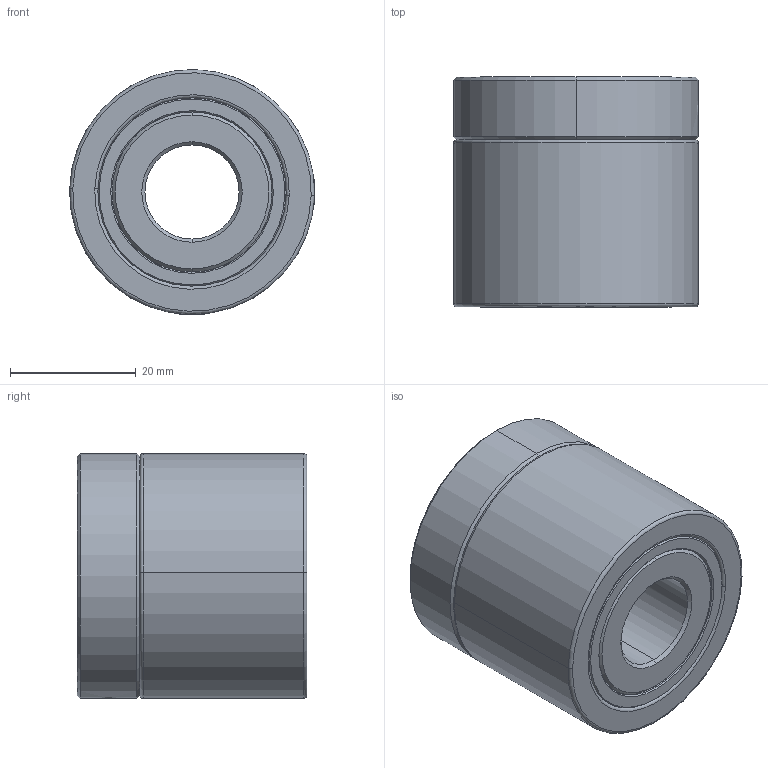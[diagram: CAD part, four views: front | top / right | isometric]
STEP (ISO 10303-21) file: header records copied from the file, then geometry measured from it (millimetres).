
FILE_DESCRIPTION (( 'STEP AP203' ), '1' );
FILE_NAME ('MAG-AMGS3926C-P12-ID15.STEP', '2020-07-27T07:30:52', ( '' ), ( '' ), 'SwSTEP 2.0', 'SolidWorks 2019', '' );
FILE_SCHEMA (( 'CONFIG_CONTROL_DESIGN' ));
Length unit declared in the file: millimetre
Products named in the file (5): MAG-AMGS3926C-P12-ID15; MAG-BAL-OD39-ID15-L36-5-M5 磁性環襯套; hexagon socket set screw cone point_jis_JIS B 1177 Cone point M5 x 10 --C; MAG-3926-磁圈; MAG-SIC-OD30-ID25-5-L26-6 軟鐵圈
Assembly tree (5 placements, depth 2):
  MAG-AMGS3926C-P12-ID15
    MAG-BAL-OD39-ID15-L36-5-M5 磁性環襯套
    MAG-3926-磁圈
    MAG-SIC-OD30-ID25-5-L26-6 軟鐵圈
    hexagon socket set screw cone point_jis_JIS B 1177 Cone point M5 x 10 --C  x2
Bounding box: 39 x 36.6 x 39 mm (x, y, z)
Volume: 37097.6 mm3; surface area: 19258.3 mm2
Topology: 5 solids, 5 shells, 79 faces, 176 edges, 104 vertices
Faces by surface type: cone 26, plane 23, cylinder 22, torus 8
Entity records: 2551 total; most frequent: CARTESIAN_POINT 528, DIRECTION 344, ORIENTED_EDGE 284, EDGE_CURVE 142, AXIS2_PLACEMENT_3D 141, VERTEX_POINT 85, EDGE_LOOP 75, CIRCLE 68
